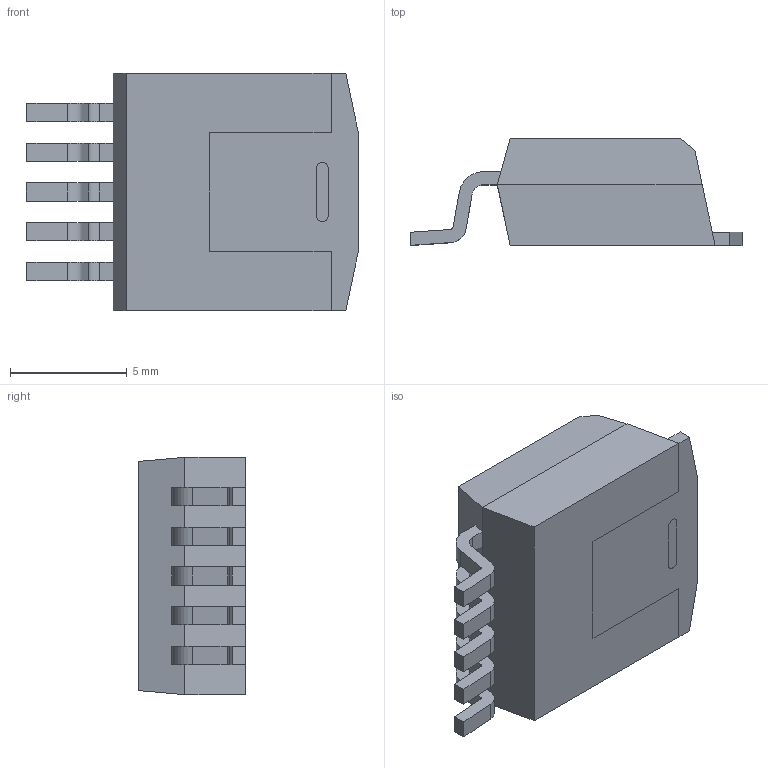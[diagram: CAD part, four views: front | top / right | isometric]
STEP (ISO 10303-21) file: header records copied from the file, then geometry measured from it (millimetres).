
FILE_DESCRIPTION (( 'STEP AP214' ), '1' );
FILE_NAME ('NCV59152DSADJR4G.STEP', '2021-09-21T11:06:40', ( '' ), ( '' ), 'SwSTEP 2.0', 'SolidWorks 2017', '' );
FILE_SCHEMA (( 'AUTOMOTIVE_DESIGN' ));
Length unit declared in the file: inch
Products named in the file (1): NCV59152DSADJR4G
Bounding box: 14.2 x 4.57 x 10.15 mm (x, y, z)
Volume: 409.8 mm3; surface area: 518.6 mm2
Topology: 7 solids, 7 shells, 110 faces, 280 edges, 186 vertices
Faces by surface type: plane 82, cylinder 22, bspline 6
Entity records: 3548 total; most frequent: CARTESIAN_POINT 753, ORIENTED_EDGE 560, DIRECTION 534, EDGE_CURVE 280, VECTOR 224, LINE 224, VERTEX_POINT 186, AXIS2_PLACEMENT_3D 155
